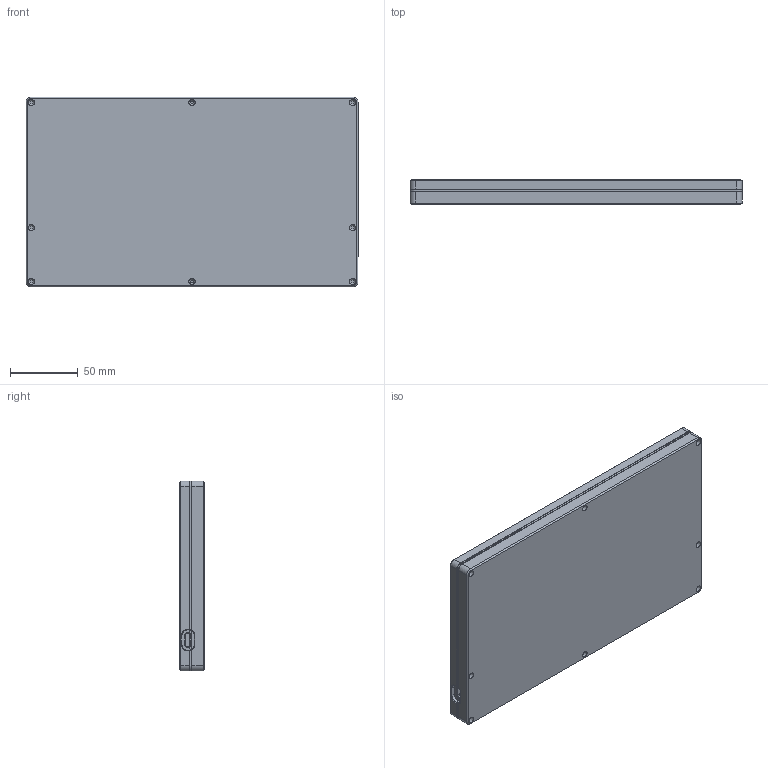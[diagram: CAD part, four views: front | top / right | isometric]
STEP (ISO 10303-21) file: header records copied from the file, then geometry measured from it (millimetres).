
FILE_DESCRIPTION(/* description */ (''),/* implementation_level */ '2;1');
FILE_NAME(/* name */ 'left copy - relocated screw holes v2.step',/* time_stamp */ '2023-08-10T13:17:29+09:00',/* author */ (''),/* organization */ (''),/* preprocessor_version */ 'ST-DEVELOPER v19.2',/* originating_system */ 'Autodesk Translation Framework v12.6.0.85',/* authorisation */ '');
FILE_SCHEMA (('AUTOMOTIVE_DESIGN { 1 0 10303 214 3 1 1 }'));
Length unit declared in the file: millimetre
Products named in the file (4): left copy - relocated screw holes; plate; top plate; bottom plate
Assembly tree (3 placements, depth 2):
  left copy - relocated screw holes
    plate
    top plate
    bottom plate
Bounding box: 244.79 x 18.6 x 140.01 mm (x, y, z)
Volume: 205587.7 mm3; surface area: 168768.4 mm2
Topology: 3 solids, 3 shells, 709 faces, 1986 edges, 1289 vertices
Faces by surface type: plane 545, cylinder 90, cone 74
Full cylindrical faces by diameter (mm): 2.5 x16, 3.5 x8, 4.5 x8
Entity records: 22828 total; most frequent: CARTESIAN_POINT 4081, ORIENTED_EDGE 3972, DIRECTION 3640, EDGE_CURVE 1986, LINE 1676, VECTOR 1676, VERTEX_POINT 1289, AXIS2_PLACEMENT_3D 982
